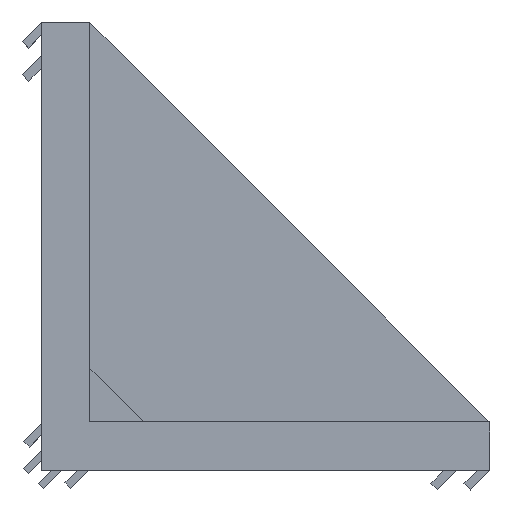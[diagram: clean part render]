
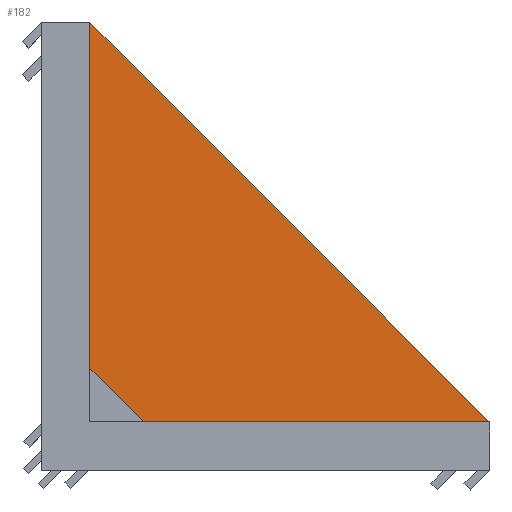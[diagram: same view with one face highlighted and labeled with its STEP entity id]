
A CAD part, top view. The second image highlights one B-rep face of the part: STEP entity #182.
In plain terms, the highlighted planar face has unit normal (0, 0, 1).
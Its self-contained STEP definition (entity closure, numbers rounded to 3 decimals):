
#182 = ADVANCED_FACE ( 'NONE', ( #1296 ), #2516, .F. ) ;
#382 = DIRECTION ( 'NONE',  ( -1., 0., 0. ) ) ;
#427 = ORIENTED_EDGE ( 'NONE', *, *, #1811, .F. ) ;
#477 = CARTESIAN_POINT ( 'NONE',  ( 88., 9.5, -15. ) ) ;
#555 = VECTOR ( 'NONE', #3529, 1000. ) ;
#611 = CARTESIAN_POINT ( 'NONE',  ( 88., 9.5, -15. ) ) ;
#737 = CARTESIAN_POINT ( 'NONE',  ( 0., 0., -15. ) ) ;
#743 = LINE ( 'NONE', #1680, #555 ) ;
#836 = VERTEX_POINT ( 'NONE', #3916 ) ;
#1073 = ORIENTED_EDGE ( 'NONE', *, *, #1558, .F. ) ;
#1138 = VECTOR ( 'NONE', #3070, 1000. ) ;
#1220 = CARTESIAN_POINT ( 'NONE',  ( 9.5, 88., -15. ) ) ;
#1296 = FACE_OUTER_BOUND ( 'NONE', #3859, .T. ) ;
#1558 = EDGE_CURVE ( 'NONE', #836, #1714, #3669, .T. ) ;
#1680 = CARTESIAN_POINT ( 'NONE',  ( 9.5, 9.5, -15. ) ) ;
#1714 = VERTEX_POINT ( 'NONE', #477 ) ;
#1811 = EDGE_CURVE ( 'NONE', #1714, #3556, #2084, .T. ) ;
#2065 = DIRECTION ( 'NONE',  ( 0.707, -0.707, 0. ) ) ;
#2084 = LINE ( 'NONE', #611, #1138 ) ;
#2516 = PLANE ( 'NONE',  #3971 ) ;
#2995 = EDGE_CURVE ( 'NONE', #3556, #836, #743, .T. ) ;
#3070 = DIRECTION ( 'NONE',  ( -1., 0., 0. ) ) ;
#3375 = ORIENTED_EDGE ( 'NONE', *, *, #2995, .F. ) ;
#3529 = DIRECTION ( 'NONE',  ( 0., 1., 0. ) ) ;
#3556 = VERTEX_POINT ( 'NONE', #3977 ) ;
#3669 = LINE ( 'NONE', #1220, #3706 ) ;
#3706 = VECTOR ( 'NONE', #2065, 1000. ) ;
#3746 = DIRECTION ( 'NONE',  ( 0., 0., -1. ) ) ;
#3859 = EDGE_LOOP ( 'NONE', ( #1073, #3375, #427 ) ) ;
#3916 = CARTESIAN_POINT ( 'NONE',  ( 9.5, 88., -15. ) ) ;
#3971 = AXIS2_PLACEMENT_3D ( 'NONE', #737, #3746, #382 ) ;
#3977 = CARTESIAN_POINT ( 'NONE',  ( 9.5, 9.5, -15. ) ) ;
